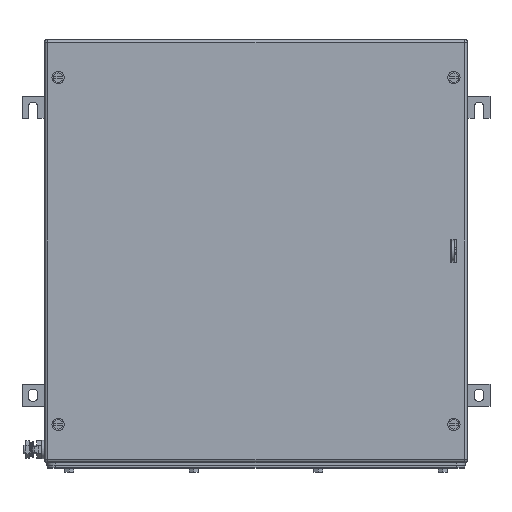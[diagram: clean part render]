
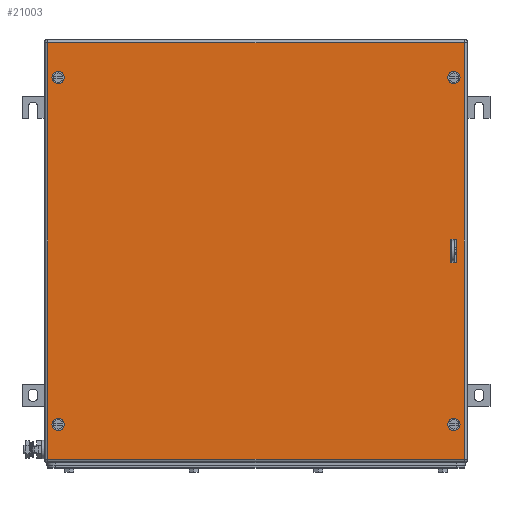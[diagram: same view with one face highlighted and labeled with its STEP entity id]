
A CAD part, top view. The second image highlights one B-rep face of the part: STEP entity #21003.
In plain terms, the highlighted planar face has unit normal (0, 0, 1).
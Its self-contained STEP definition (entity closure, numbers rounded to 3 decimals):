
#20843=AXIS2_PLACEMENT_3D('Circle Axis2P3D',#20841,#20842,$) ;
#20870=AXIS2_PLACEMENT_3D('Plane Axis2P3D',#20867,#20868,#20869) ;
#20908=AXIS2_PLACEMENT_3D('Circle Axis2P3D',#20906,#20907,$) ;
#20917=AXIS2_PLACEMENT_3D('Circle Axis2P3D',#20915,#20916,$) ;
#20926=AXIS2_PLACEMENT_3D('Circle Axis2P3D',#20924,#20925,$) ;
#20935=AXIS2_PLACEMENT_3D('Circle Axis2P3D',#20933,#20934,$) ;
#20944=AXIS2_PLACEMENT_3D('Circle Axis2P3D',#20942,#20943,$) ;
#20953=AXIS2_PLACEMENT_3D('Circle Axis2P3D',#20951,#20952,$) ;
#20962=AXIS2_PLACEMENT_3D('Circle Axis2P3D',#20960,#20961,$) ;
#20838=CARTESIAN_POINT('Vertex',(44.5,447.75,153.5)) ;
#20841=CARTESIAN_POINT('Axis2P3D Location',(41.,447.75,153.5)) ;
#20845=CARTESIAN_POINT('Vertex',(37.5,447.75,153.5)) ;
#20867=CARTESIAN_POINT('Axis2P3D Location',(265.5,251.,153.5)) ;
#20872=CARTESIAN_POINT('Line Origine',(265.5,487.5,153.5)) ;
#20876=CARTESIAN_POINT('Vertex',(502.,487.5,153.5)) ;
#20878=CARTESIAN_POINT('Vertex',(29.,487.5,153.5)) ;
#20881=CARTESIAN_POINT('Line Origine',(29.,251.,153.5)) ;
#20885=CARTESIAN_POINT('Vertex',(29.,14.5,153.5)) ;
#20888=CARTESIAN_POINT('Line Origine',(265.5,14.5,153.5)) ;
#20892=CARTESIAN_POINT('Vertex',(502.,14.5,153.5)) ;
#20895=CARTESIAN_POINT('Line Origine',(502.,251.,153.5)) ;
#20906=CARTESIAN_POINT('Axis2P3D Location',(41.,447.75,153.5)) ;
#20915=CARTESIAN_POINT('Axis2P3D Location',(41.,54.25,153.5)) ;
#20919=CARTESIAN_POINT('Vertex',(37.5,54.25,153.5)) ;
#20921=CARTESIAN_POINT('Vertex',(44.5,54.25,153.5)) ;
#20924=CARTESIAN_POINT('Axis2P3D Location',(41.,54.25,153.5)) ;
#20933=CARTESIAN_POINT('Axis2P3D Location',(490.,54.25,153.5)) ;
#20937=CARTESIAN_POINT('Vertex',(493.5,54.25,153.5)) ;
#20939=CARTESIAN_POINT('Vertex',(486.5,54.25,153.5)) ;
#20942=CARTESIAN_POINT('Axis2P3D Location',(490.,54.25,153.5)) ;
#20951=CARTESIAN_POINT('Axis2P3D Location',(490.,447.75,153.5)) ;
#20955=CARTESIAN_POINT('Vertex',(493.5,447.75,153.5)) ;
#20957=CARTESIAN_POINT('Vertex',(486.5,447.75,153.5)) ;
#20960=CARTESIAN_POINT('Axis2P3D Location',(490.,447.75,153.5)) ;
#20969=CARTESIAN_POINT('Line Origine',(489.75,237.5,153.5)) ;
#20973=CARTESIAN_POINT('Vertex',(493.,237.5,153.5)) ;
#20975=CARTESIAN_POINT('Vertex',(486.5,237.5,153.5)) ;
#20978=CARTESIAN_POINT('Line Origine',(486.5,251.,153.5)) ;
#20982=CARTESIAN_POINT('Vertex',(486.5,264.5,153.5)) ;
#20985=CARTESIAN_POINT('Line Origine',(489.75,264.5,153.5)) ;
#20989=CARTESIAN_POINT('Vertex',(493.,264.5,153.5)) ;
#20992=CARTESIAN_POINT('Line Origine',(493.,251.,153.5)) ;
#20842=DIRECTION('Axis2P3D Direction',(0.,0.,1.)) ;
#20868=DIRECTION('Axis2P3D Direction',(0.,0.,1.)) ;
#20869=DIRECTION('Axis2P3D XDirection',(1.,0.,0.)) ;
#20873=DIRECTION('Vector Direction',(1.,0.,0.)) ;
#20882=DIRECTION('Vector Direction',(0.,-1.,0.)) ;
#20889=DIRECTION('Vector Direction',(1.,0.,0.)) ;
#20896=DIRECTION('Vector Direction',(0.,1.,0.)) ;
#20907=DIRECTION('Axis2P3D Direction',(0.,0.,1.)) ;
#20916=DIRECTION('Axis2P3D Direction',(0.,0.,1.)) ;
#20925=DIRECTION('Axis2P3D Direction',(0.,0.,1.)) ;
#20934=DIRECTION('Axis2P3D Direction',(0.,0.,1.)) ;
#20943=DIRECTION('Axis2P3D Direction',(0.,0.,1.)) ;
#20952=DIRECTION('Axis2P3D Direction',(0.,0.,1.)) ;
#20961=DIRECTION('Axis2P3D Direction',(0.,0.,1.)) ;
#20970=DIRECTION('Vector Direction',(-1.,0.,0.)) ;
#20979=DIRECTION('Vector Direction',(0.,1.,0.)) ;
#20986=DIRECTION('Vector Direction',(1.,0.,0.)) ;
#20993=DIRECTION('Vector Direction',(0.,-1.,0.)) ;
#20874=VECTOR('Line Direction',#20873,1.) ;
#20883=VECTOR('Line Direction',#20882,1.) ;
#20890=VECTOR('Line Direction',#20889,1.) ;
#20897=VECTOR('Line Direction',#20896,1.) ;
#20971=VECTOR('Line Direction',#20970,1.) ;
#20980=VECTOR('Line Direction',#20979,1.) ;
#20987=VECTOR('Line Direction',#20986,1.) ;
#20994=VECTOR('Line Direction',#20993,1.) ;
#20901=ORIENTED_EDGE('',*,*,#20880,.T.) ;
#20902=ORIENTED_EDGE('',*,*,#20887,.T.) ;
#20903=ORIENTED_EDGE('',*,*,#20894,.T.) ;
#20904=ORIENTED_EDGE('',*,*,#20899,.T.) ;
#20912=ORIENTED_EDGE('',*,*,#20910,.F.) ;
#20913=ORIENTED_EDGE('',*,*,#20847,.F.) ;
#20930=ORIENTED_EDGE('',*,*,#20923,.F.) ;
#20931=ORIENTED_EDGE('',*,*,#20928,.F.) ;
#20948=ORIENTED_EDGE('',*,*,#20941,.F.) ;
#20949=ORIENTED_EDGE('',*,*,#20946,.F.) ;
#20966=ORIENTED_EDGE('',*,*,#20959,.F.) ;
#20967=ORIENTED_EDGE('',*,*,#20964,.F.) ;
#20998=ORIENTED_EDGE('',*,*,#20977,.T.) ;
#20999=ORIENTED_EDGE('',*,*,#20984,.T.) ;
#21000=ORIENTED_EDGE('',*,*,#20991,.T.) ;
#21001=ORIENTED_EDGE('',*,*,#20996,.T.) ;
#20914=FACE_BOUND('',#20911,.T.) ;
#20932=FACE_BOUND('',#20929,.T.) ;
#20950=FACE_BOUND('',#20947,.T.) ;
#20968=FACE_BOUND('',#20965,.T.) ;
#21002=FACE_BOUND('',#20997,.T.) ;
#21003=ADVANCED_FACE('ZUB_KTB_MH_484815_1GP_AllCATPart.2\\ZUB_DE_KTB_MH_480X480.1\\DE_KTB_MH_PART_MASTER.1\\Koerper.2',(#20905,#20914,#20932,#20950,#20968,#21002),#20871,.T.) ;
#20844=CIRCLE('generated circle',#20843,3.5) ;
#20909=CIRCLE('generated circle',#20908,3.5) ;
#20918=CIRCLE('generated circle',#20917,3.5) ;
#20927=CIRCLE('generated circle',#20926,3.5) ;
#20936=CIRCLE('generated circle',#20935,3.5) ;
#20945=CIRCLE('generated circle',#20944,3.5) ;
#20954=CIRCLE('generated circle',#20953,3.5) ;
#20963=CIRCLE('generated circle',#20962,3.5) ;
#20847=EDGE_CURVE('',#20839,#20846,#20844,.T.) ;
#20880=EDGE_CURVE('',#20877,#20879,#20875,.F.) ;
#20887=EDGE_CURVE('',#20879,#20886,#20884,.T.) ;
#20894=EDGE_CURVE('',#20886,#20893,#20891,.T.) ;
#20899=EDGE_CURVE('',#20893,#20877,#20898,.T.) ;
#20910=EDGE_CURVE('',#20846,#20839,#20909,.T.) ;
#20923=EDGE_CURVE('',#20920,#20922,#20918,.T.) ;
#20928=EDGE_CURVE('',#20922,#20920,#20927,.T.) ;
#20941=EDGE_CURVE('',#20938,#20940,#20936,.T.) ;
#20946=EDGE_CURVE('',#20940,#20938,#20945,.T.) ;
#20959=EDGE_CURVE('',#20956,#20958,#20954,.T.) ;
#20964=EDGE_CURVE('',#20958,#20956,#20963,.T.) ;
#20977=EDGE_CURVE('',#20974,#20976,#20972,.T.) ;
#20984=EDGE_CURVE('',#20976,#20983,#20981,.T.) ;
#20991=EDGE_CURVE('',#20983,#20990,#20988,.T.) ;
#20996=EDGE_CURVE('',#20990,#20974,#20995,.T.) ;
#20900=EDGE_LOOP('',(#20901,#20902,#20903,#20904)) ;
#20911=EDGE_LOOP('',(#20912,#20913)) ;
#20929=EDGE_LOOP('',(#20930,#20931)) ;
#20947=EDGE_LOOP('',(#20948,#20949)) ;
#20965=EDGE_LOOP('',(#20966,#20967)) ;
#20997=EDGE_LOOP('',(#20998,#20999,#21000,#21001)) ;
#20905=FACE_OUTER_BOUND('',#20900,.T.) ;
#20875=LINE('Line',#20872,#20874) ;
#20884=LINE('Line',#20881,#20883) ;
#20891=LINE('Line',#20888,#20890) ;
#20898=LINE('Line',#20895,#20897) ;
#20972=LINE('Line',#20969,#20971) ;
#20981=LINE('Line',#20978,#20980) ;
#20988=LINE('Line',#20985,#20987) ;
#20995=LINE('Line',#20992,#20994) ;
#20871=PLANE('',#20870) ;
#20839=VERTEX_POINT('',#20838) ;
#20846=VERTEX_POINT('',#20845) ;
#20877=VERTEX_POINT('',#20876) ;
#20879=VERTEX_POINT('',#20878) ;
#20886=VERTEX_POINT('',#20885) ;
#20893=VERTEX_POINT('',#20892) ;
#20920=VERTEX_POINT('',#20919) ;
#20922=VERTEX_POINT('',#20921) ;
#20938=VERTEX_POINT('',#20937) ;
#20940=VERTEX_POINT('',#20939) ;
#20956=VERTEX_POINT('',#20955) ;
#20958=VERTEX_POINT('',#20957) ;
#20974=VERTEX_POINT('',#20973) ;
#20976=VERTEX_POINT('',#20975) ;
#20983=VERTEX_POINT('',#20982) ;
#20990=VERTEX_POINT('',#20989) ;
